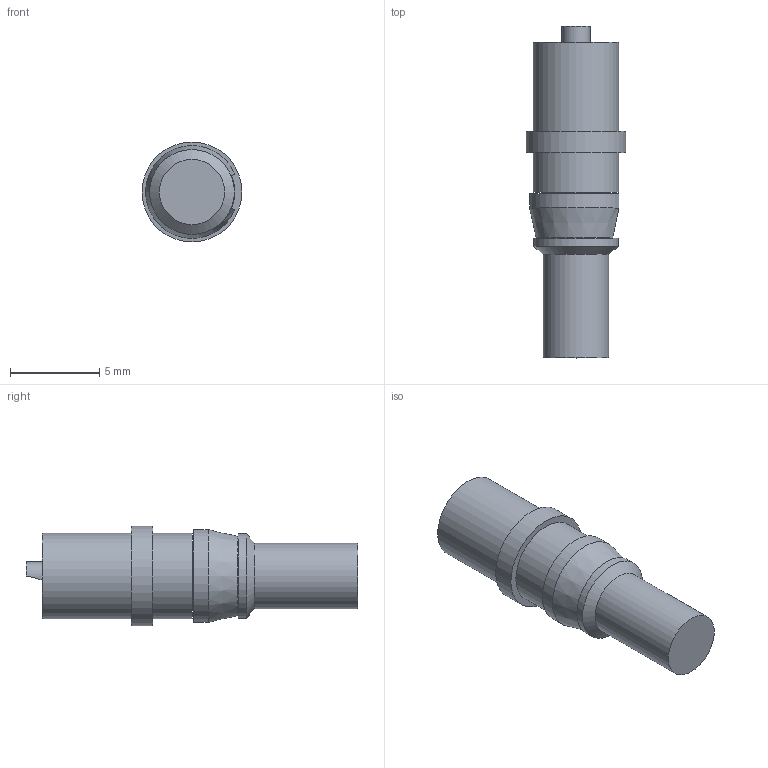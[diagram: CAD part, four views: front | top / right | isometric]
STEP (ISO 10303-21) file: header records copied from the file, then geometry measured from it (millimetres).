
FILE_DESCRIPTION(/* description */ (''),/* implementation_level */ '2;1');
FILE_NAME(/* name */ '100143039ugm000_b.stp',/* time_stamp */ '2013-11-22T11:30:07+01:00',/* author */ (''),/* organization */ (''),/* preprocessor_version */ 'ST-DEVELOPER v15',/* originating_system */ 'SIEMENS PLM Software NX 8.5',/* authorisation */ '');
FILE_SCHEMA (('AUTOMOTIVE_DESIGN { 1 0 10303 214 3 1 1 1 }'));
Length unit declared in the file: millimetre
Products named in the file (1): 100143039ugm000_b
Bounding box: 5.6 x 18.6 x 5.6 mm (x, y, z)
Volume: 226.9 mm3; surface area: 434.2 mm2
Topology: 1 solids, 1 shells, 26 faces, 53 edges, 34 vertices
Faces by surface type: plane 12, cylinder 11, cone 3
Full cylindrical faces by diameter (mm): 1 x1, 1.6 x1, 3 x1, 3.65 x1, 4 x1, 4.75 x1, 4.8 x2, 5.6 x1
Entity records: 644 total; most frequent: CARTESIAN_POINT 123, DIRECTION 112, ORIENTED_EDGE 74, AXIS2_PLACEMENT_3D 50, EDGE_LOOP 43, EDGE_CURVE 37, FACE_BOUND 35, VERTEX_POINT 31
